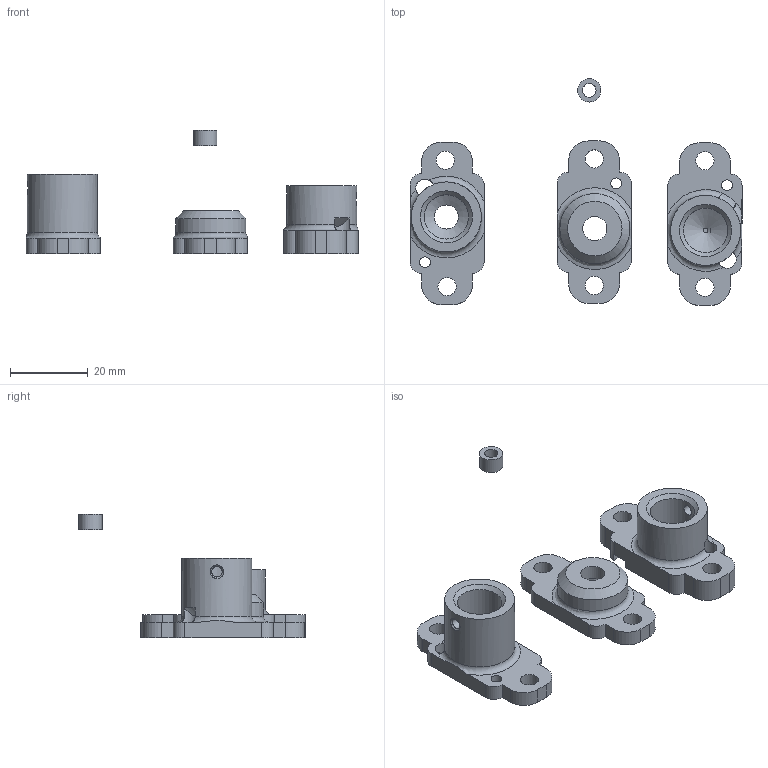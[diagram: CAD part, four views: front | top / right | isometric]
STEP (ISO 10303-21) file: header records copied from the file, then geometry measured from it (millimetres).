
FILE_DESCRIPTION(/* description */ (''),/* implementation_level */ '2;1');
FILE_NAME(/* name */ 'Fytsec ADXL Mounts.step',/* time_stamp */ '2023-07-04T21:49:26-06:00',/* author */ (''),/* organization */ (''),/* preprocessor_version */ 'ST-DEVELOPER v19.2',/* originating_system */ 'Autodesk Translation Framework v12.6.0.85',/* authorisation */ '');
FILE_SCHEMA (('AUTOMOTIVE_DESIGN { 1 0 10303 214 3 1 1 }'));
Length unit declared in the file: millimetre
Products named in the file (7): NozzleADXL v15; RapidoADXL_v14; Rapido Nozzle Thread Mount; RapidoADXL_v15 - Fytsec Portable Input Shaper - Friction-Clamp Fit Mo
unt v1; Universal Mounts; Universal Thread Mount; Spacer for Nozzle Mount
Assembly tree (6 placements, depth 3):
  NozzleADXL v15
    RapidoADXL_v14
      Rapido Nozzle Thread Mount
      RapidoADXL_v15 - Fytsec Portable Input Shaper - Friction-Clamp Fit Mo
unt v1
    Universal Mounts
      Universal Thread Mount
    Spacer for Nozzle Mount
Bounding box: 85.33 x 58.19 x 31.82 mm (x, y, z)
Volume: 13017.4 mm3; surface area: 9287.9 mm2
Topology: 4 solids, 4 shells, 130 faces, 364 edges, 237 vertices
Faces by surface type: plane 59, cylinder 52, cone 12, torus 4, bspline 3
Full cylindrical faces by diameter (mm): 2.7 x2, 2.8 x3, 3.5 x1, 4.7 x8, 6 x1, 6.2 x2, 10.5 x2, 11.4 x2, 18 x3
Entity records: 5228 total; most frequent: CARTESIAN_POINT 1600, DIRECTION 732, ORIENTED_EDGE 728, EDGE_CURVE 364, AXIS2_PLACEMENT_3D 265, VERTEX_POINT 237, LINE 202, VECTOR 202
